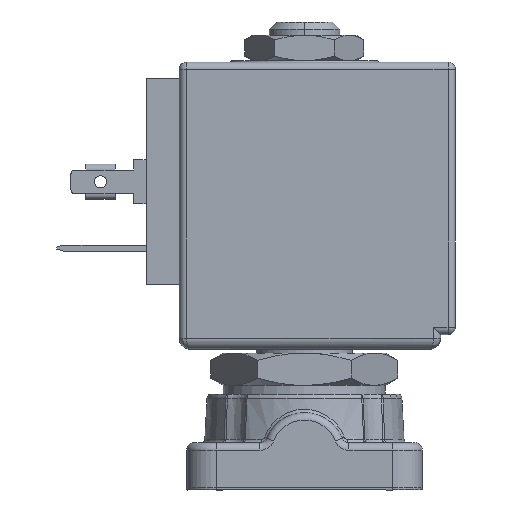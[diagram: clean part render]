
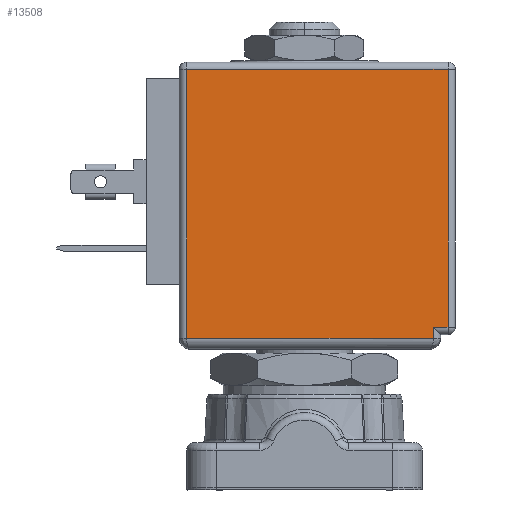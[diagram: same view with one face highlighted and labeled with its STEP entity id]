
A CAD part, front view. The second image highlights one B-rep face of the part: STEP entity #13508.
In plain terms, the highlighted face is planar.
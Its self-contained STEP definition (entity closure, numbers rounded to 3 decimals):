
#10922=DIRECTION('',(1.,0.,0.));
#10923=VECTOR('',#10922,33.5);
#10924=CARTESIAN_POINT('',(-16.,-3.5,
15.));
#10925=LINE('',#10924,#10923);
#10929=DIRECTION('',(0.,1.,0.));
#10930=VECTOR('',#10929,36.5);
#10931=CARTESIAN_POINT('',(-16.,-3.5,
15.));
#10932=LINE('',#10931,#10930);
#10936=DIRECTION('',(-1.,0.,0.));
#10937=VECTOR('',#10936,35.5);
#10938=CARTESIAN_POINT('',(19.5,33.,15.));
#10939=LINE('',#10938,#10937);
#10943=DIRECTION('',(0.,1.,0.));
#10944=VECTOR('',#10943,35.);
#10945=CARTESIAN_POINT('',(19.5,-2.,15.));
#10946=LINE('',#10945,#10944);
#10950=DIRECTION('',(1.,0.,0.));
#10951=VECTOR('',#10950,2.);
#10952=CARTESIAN_POINT('',(17.5,-2.,15.));
#10953=LINE('',#10952,#10951);
#10957=DIRECTION('',(0.,1.,0.));
#10958=VECTOR('',#10957,1.5);
#10959=CARTESIAN_POINT('',(17.5,-3.5,
15.));
#10960=LINE('',#10959,#10958);
#11038=CARTESIAN_POINT('',(17.5,-2.,15.));
#12797=CARTESIAN_POINT('',(-16.,-3.5,
15.));
#12798=CARTESIAN_POINT('',(17.5,-3.5,
15.));
#12799=VERTEX_POINT('',#12797);
#12800=VERTEX_POINT('',#12798);
#12815=CARTESIAN_POINT('',(-16.,33.,15.));
#12816=VERTEX_POINT('',#12815);
#12825=CARTESIAN_POINT('',(19.5,33.,15.));
#12826=VERTEX_POINT('',#12825);
#12839=CARTESIAN_POINT('',(19.5,-2.,15.));
#12840=VERTEX_POINT('',#12839);
#12842=VERTEX_POINT('',#11038);
#13490=CARTESIAN_POINT('',(0.,34.,15.));
#13491=DIRECTION('',(0.,0.,1.));
#13492=DIRECTION('',(1.,0.,0.));
#13493=AXIS2_PLACEMENT_3D('',#13490,#13491,#13492);
#13494=PLANE('',#13493);
#13496=ORIENTED_EDGE('',*,*,#13495,.F.);
#13497=ORIENTED_EDGE('',*,*,#13478,.T.);
#13499=ORIENTED_EDGE('',*,*,#13498,.F.);
#13501=ORIENTED_EDGE('',*,*,#13500,.F.);
#13503=ORIENTED_EDGE('',*,*,#13502,.F.);
#13505=ORIENTED_EDGE('',*,*,#13504,.F.);
#13506=EDGE_LOOP('',(#13496,#13497,#13499,#13501,#13503,#13505));
#13507=FACE_OUTER_BOUND('',#13506,.F.);
#13508=ADVANCED_FACE('',(#13507),#13494,.T.);
#13478=EDGE_CURVE('',#12799,#12816,#10932,.T.);
#13495=EDGE_CURVE('',#12799,#12800,#10925,.T.);
#13498=EDGE_CURVE('',#12826,#12816,#10939,.T.);
#13500=EDGE_CURVE('',#12840,#12826,#10946,.T.);
#13502=EDGE_CURVE('',#12842,#12840,#10953,.T.);
#13504=EDGE_CURVE('',#12800,#12842,#10960,.T.);
